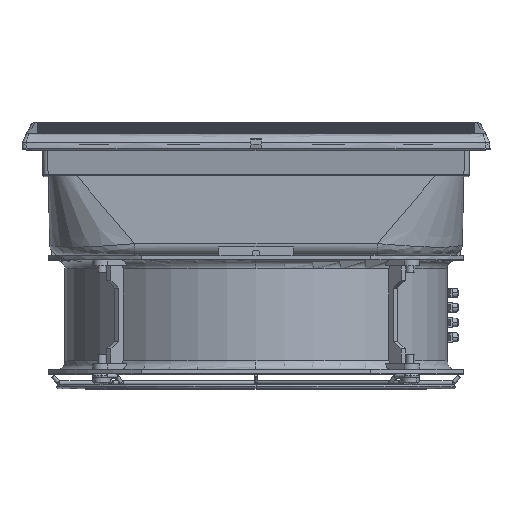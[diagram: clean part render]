
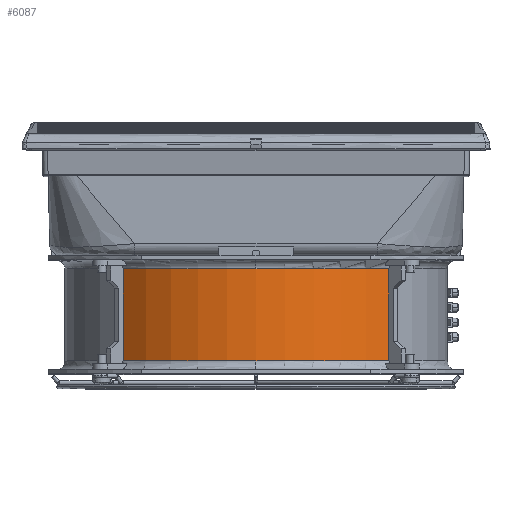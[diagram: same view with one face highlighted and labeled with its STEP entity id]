
A CAD part, top view. The second image highlights one B-rep face of the part: STEP entity #6087.
In plain terms, the highlighted cylindrical face has radius 129 mm (diameter 258 mm), a partial arc.
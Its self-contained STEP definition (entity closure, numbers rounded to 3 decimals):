
#6087=ADVANCED_FACE('',(#13299),#13300,.T.);
#13299=FACE_OUTER_BOUND('',#22248,.T.);
#13300=CYLINDRICAL_SURFACE('',#22249,129.0);
#22248=EDGE_LOOP('',(#43502,#43503,#43504,#43505,#43506,#43507));
#22249=AXIS2_PLACEMENT_3D('',#43508,#43509,#43510);
#43502=ORIENTED_EDGE('',*,*,#60241,.F.);
#43503=ORIENTED_EDGE('',*,*,#60208,.F.);
#43504=ORIENTED_EDGE('',*,*,#52905,.F.);
#43505=ORIENTED_EDGE('',*,*,#60260,.T.);
#43506=ORIENTED_EDGE('',*,*,#52782,.T.);
#43507=ORIENTED_EDGE('',*,*,#60261,.T.);
#43508=CARTESIAN_POINT('',(0.0,-4.0,0.0));
#43509=DIRECTION('',(0.0,-1.0,0.0));
#43510=DIRECTION('',(1.0,0.0,0.0));
#52782=EDGE_CURVE('',#63739,#63736,#63740,.T.);
#52905=EDGE_CURVE('',#63960,#63952,#63962,.T.);
#60208=EDGE_CURVE('',#63952,#74980,#74981,.T.);
#60241=EDGE_CURVE('',#74980,#75033,#75034,.T.);
#60260=EDGE_CURVE('',#63960,#63739,#75067,.T.);
#60261=EDGE_CURVE('',#63736,#75033,#75068,.T.);
#63736=VERTEX_POINT('',#79522);
#63739=VERTEX_POINT('',#79525);
#63740=CIRCLE('',#79526,129.0);
#63952=VERTEX_POINT('',#79800);
#63960=VERTEX_POINT('',#79808);
#63962=CIRCLE('',#79810,129.0);
#74980=VERTEX_POINT('',#105775);
#74981=CIRCLE('',#105776,129.0);
#75033=VERTEX_POINT('',#105845);
#75034=LINE('',#105846,#105847);
#75067=LINE('',#105894,#105895);
#75068=CIRCLE('',#105896,129.0);
#79522=CARTESIAN_POINT('',(0.,71.0,129.0));
#79525=CARTESIAN_POINT('',(89.792,71.0,92.62));
#79526=AXIS2_PLACEMENT_3D('',#111460,#111461,#111462);
#79800=CARTESIAN_POINT('',(0.,9.0,129.0));
#79808=CARTESIAN_POINT('',(89.792,9.0,92.62));
#79810=AXIS2_PLACEMENT_3D('',#111716,#111717,#111718);
#105775=CARTESIAN_POINT('',(-89.792,9.0,92.62));
#105776=AXIS2_PLACEMENT_3D('',#118778,#118779,#118780);
#105845=CARTESIAN_POINT('',(-89.792,71.0,92.62));
#105846=CARTESIAN_POINT('',(-89.792,9.0,92.62));
#105847=VECTOR('',#118859,62.0);
#105894=CARTESIAN_POINT('',(89.792,9.0,92.62));
#105895=VECTOR('',#118880,62.0);
#105896=AXIS2_PLACEMENT_3D('',#118881,#118882,#118883);
#111460=CARTESIAN_POINT('',(0.0,71.0,0.0));
#111461=DIRECTION('',(0.0,-1.0,0.0));
#111462=DIRECTION('',(0.696,0.0,0.718));
#111716=CARTESIAN_POINT('',(0.0,9.0,0.0));
#111717=DIRECTION('',(0.0,-1.0,0.0));
#111718=DIRECTION('',(0.696,0.0,0.718));
#118778=CARTESIAN_POINT('',(0.0,9.0,0.0));
#118779=DIRECTION('',(0.0,-1.0,0.0));
#118780=DIRECTION('',(0.696,0.0,0.718));
#118859=DIRECTION('',(0.0,1.0,0.0));
#118880=DIRECTION('',(0.0,1.0,0.0));
#118881=CARTESIAN_POINT('',(0.0,71.0,0.0));
#118882=DIRECTION('',(0.0,-1.0,0.0));
#118883=DIRECTION('',(0.696,0.0,0.718));
